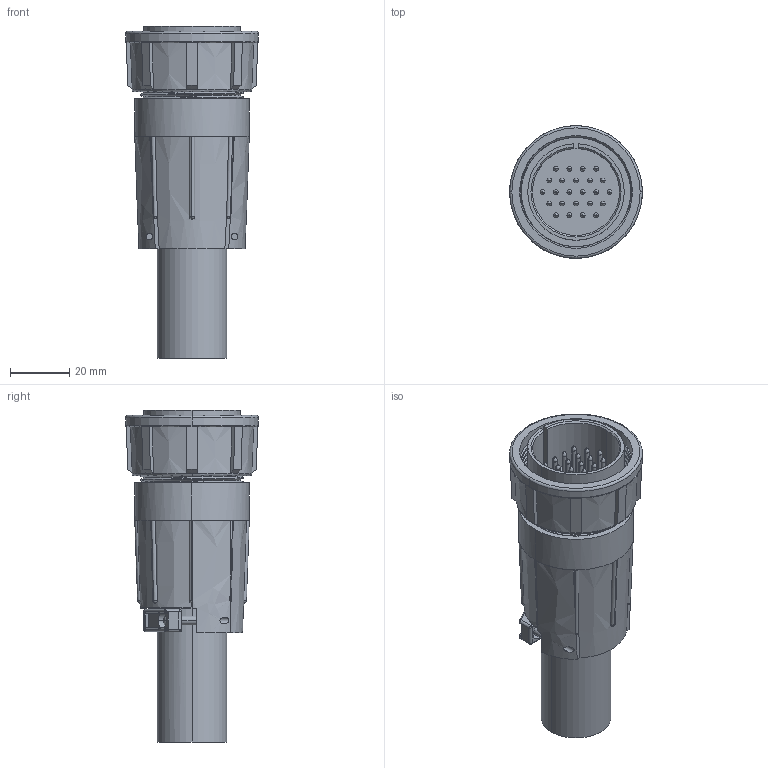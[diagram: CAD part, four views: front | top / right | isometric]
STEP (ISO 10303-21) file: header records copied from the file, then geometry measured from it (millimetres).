
FILE_DESCRIPTION (( 'STEP AP203' ), '1' );
FILE_NAME ('CXC3106A2428P.STEP', '2016-04-21T19:33:37', ( '' ), ( '' ), 'SwSTEP 2.0', 'SolidWorks 2014', '' );
FILE_SCHEMA (( 'CONFIG_CONTROL_DESIGN' ));
Length unit declared in the file: inch
Products named in the file (1): CXC3106A2428P
Bounding box: 44.83 x 44.83 x 112.14 mm (x, y, z)
Volume: 67500.3 mm3; surface area: 27680.2 mm2
Topology: 1 solids, 1 shells, 463 faces, 1179 edges, 740 vertices
Faces by surface type: cylinder 168, plane 161, torus 79, cone 22, bspline 19, sphere 14
Entity records: 17025 total; most frequent: CARTESIAN_POINT 6462, ORIENTED_EDGE 2302, DIRECTION 2108, EDGE_CURVE 1151, AXIS2_PLACEMENT_3D 873, VERTEX_POINT 728, EDGE_LOOP 505, FACE_OUTER_BOUND 463
